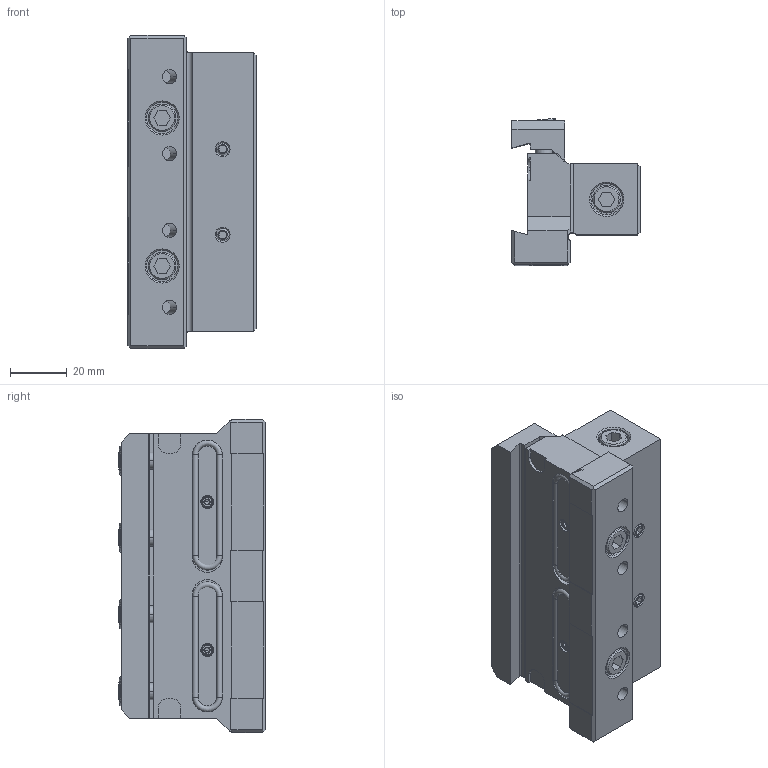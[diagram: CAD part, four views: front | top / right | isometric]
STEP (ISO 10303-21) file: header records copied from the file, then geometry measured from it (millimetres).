
FILE_DESCRIPTION(/* description */ (''),/* implementation_level */ '2;1');
FILE_NAME(/* name */ 'GWTBN2525-B32-C.stp',/* time_stamp */ '2018-07-17T16:23:34+09:00',/* author */ (''),/* organization */ (''),/* preprocessor_version */ 'ST-DEVELOPER v16',/* originating_system */ 'SIEMENS PLM Software NX 10.0',/* authorisation */ '');
FILE_SCHEMA (('AUTOMOTIVE_DESIGN { 1 0 10303 214 3 1 1 1 }'));
Length unit declared in the file: millimetre
Products named in the file (1): GWTBN2525-B32-C_ASM
Bounding box: 45 x 51.46 x 110 mm (x, y, z)
Volume: 135740.6 mm3; surface area: 40813.5 mm2
Topology: 16 solids, 16 shells, 430 faces, 1076 edges, 692 vertices
Faces by surface type: plane 184, cylinder 150, cone 64, torus 28, sphere 4
Entity records: 14235 total; most frequent: CARTESIAN_POINT 3173, DIRECTION 2398, ORIENTED_EDGE 2136, EDGE_CURVE 1068, AXIS2_PLACEMENT_3D 907, VERTEX_POINT 692, LINE 584, VECTOR 584
